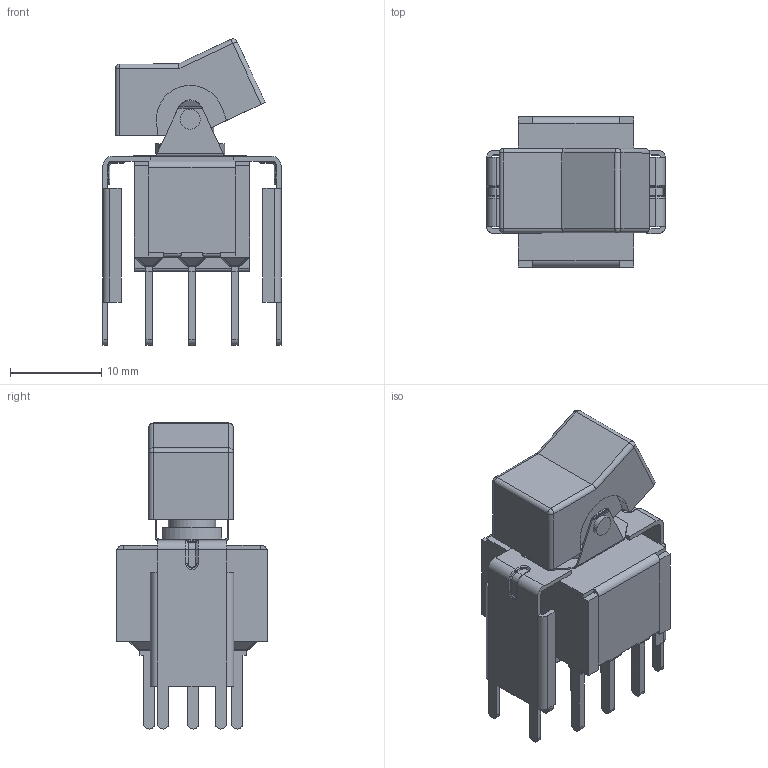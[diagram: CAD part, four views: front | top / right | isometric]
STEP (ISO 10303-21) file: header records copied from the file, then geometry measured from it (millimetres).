
FILE_DESCRIPTION(/* description */ (''),/* implementation_level */ '2;1');
FILE_NAME(/* name */ '3003PxJ1xxxVS5xE.stp',/* time_stamp */ '2025-05-02T11:44:06-05:00',/* author */ ('mroman'),/* organization */ (''),/* preprocessor_version */ 'ST-DEVELOPER v18.1',/* originating_system */ 'Autodesk Inventor 2022',/* authorisation */ '');
FILE_SCHEMA (('AUTOMOTIVE_DESIGN { 1 0 10303 214 3 1 1 }'));
Length unit declared in the file: inch
Products named in the file (1): 3003PxJ1xxxVS5xE
Bounding box: 19.56 x 16.51 x 33.58 mm (x, y, z)
Volume: 3284.3 mm3; surface area: 3557.9 mm2
Topology: 1 solids, 1 shells, 614 faces, 1562 edges, 922 vertices
Faces by surface type: plane 353, cylinder 189, sphere 40, torus 32
Full cylindrical faces by diameter (mm): 2.2 x4, 3.2 x1, 5.2 x1
Entity records: 17983 total; most frequent: DIRECTION 3202, CARTESIAN_POINT 3089, ORIENTED_EDGE 3044, EDGE_CURVE 1522, LINE 1068, VECTOR 1068, AXIS2_PLACEMENT_3D 1067, VERTEX_POINT 922
